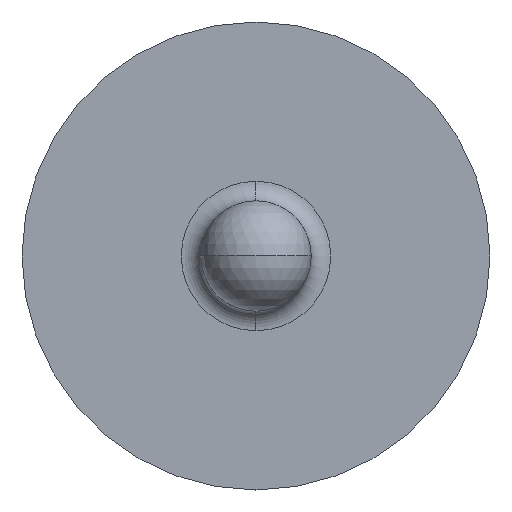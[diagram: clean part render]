
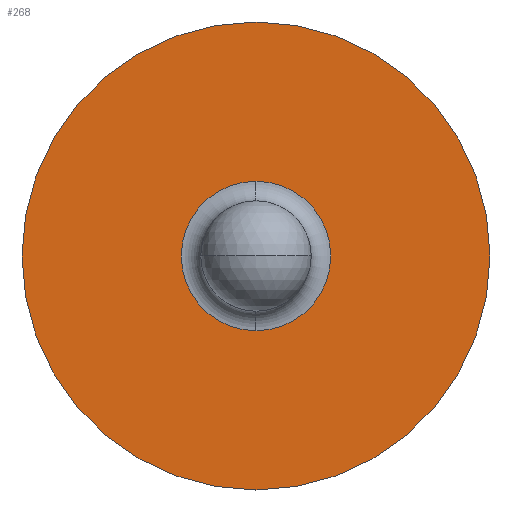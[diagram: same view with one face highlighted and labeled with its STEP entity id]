
A CAD part, left-side view. The second image highlights one B-rep face of the part: STEP entity #268.
In plain terms, the highlighted planar face has unit normal (-1, 0, 0).
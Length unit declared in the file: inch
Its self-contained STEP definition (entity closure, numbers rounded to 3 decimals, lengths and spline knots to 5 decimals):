
#6 = CARTESIAN_POINT ( 'NONE',  ( 0., 0., 0.036 ) ) ;
#14 = DIRECTION ( 'NONE',  ( -1., 0., 0. ) ) ;
#73 = DIRECTION ( 'NONE',  ( 1., 0., 0. ) ) ;
#85 = CIRCLE ( 'NONE', #295, 0.0115 ) ;
#107 = CIRCLE ( 'NONE', #258, 0.0115 ) ;
#117 = DIRECTION ( 'NONE',  ( 0., 0., 1. ) ) ;
#151 = AXIS2_PLACEMENT_3D ( 'NONE', #561, #571, #405 ) ;
#167 = EDGE_LOOP ( 'NONE', ( #340, #524 ) ) ;
#172 = EDGE_CURVE ( 'NONE', #590, #204, #495, .T. ) ;
#173 = CARTESIAN_POINT ( 'NONE',  ( 0., 0., -0.036 ) ) ;
#184 = CARTESIAN_POINT ( 'NONE',  ( 0., 0., 0. ) ) ;
#195 = EDGE_LOOP ( 'NONE', ( #396, #230 ) ) ;
#201 = EDGE_CURVE ( 'NONE', #305, #680, #107, .T. ) ;
#204 = VERTEX_POINT ( 'NONE', #173 ) ;
#230 = ORIENTED_EDGE ( 'NONE', *, *, #538, .T. ) ;
#247 = CIRCLE ( 'NONE', #644, 0.036 ) ;
#253 = CARTESIAN_POINT ( 'NONE',  ( 0., 0., 0.0115 ) ) ;
#258 = AXIS2_PLACEMENT_3D ( 'NONE', #184, #14, #662 ) ;
#268 = ADVANCED_FACE ( 'NONE', ( #293, #398 ), #659, .F. ) ;
#293 = FACE_BOUND ( 'NONE', #167, .T. ) ;
#295 = AXIS2_PLACEMENT_3D ( 'NONE', #391, #570, #613 ) ;
#305 = VERTEX_POINT ( 'NONE', #253 ) ;
#340 = ORIENTED_EDGE ( 'NONE', *, *, #201, .F. ) ;
#390 = AXIS2_PLACEMENT_3D ( 'NONE', #673, #73, #457 ) ;
#391 = CARTESIAN_POINT ( 'NONE',  ( 0., 0., 0. ) ) ;
#396 = ORIENTED_EDGE ( 'NONE', *, *, #172, .T. ) ;
#398 = FACE_OUTER_BOUND ( 'NONE', #195, .T. ) ;
#405 = DIRECTION ( 'NONE',  ( 0., 0., 1. ) ) ;
#457 = DIRECTION ( 'NONE',  ( 0., 0., -1. ) ) ;
#495 = CIRCLE ( 'NONE', #151, 0.036 ) ;
#497 = CARTESIAN_POINT ( 'NONE',  ( 0., 0., -0.0115 ) ) ;
#524 = ORIENTED_EDGE ( 'NONE', *, *, #684, .F. ) ;
#538 = EDGE_CURVE ( 'NONE', #204, #590, #247, .T. ) ;
#561 = CARTESIAN_POINT ( 'NONE',  ( 0., 0., 0. ) ) ;
#570 = DIRECTION ( 'NONE',  ( -1., 0., 0. ) ) ;
#571 = DIRECTION ( 'NONE',  ( -1., 0., 0. ) ) ;
#590 = VERTEX_POINT ( 'NONE', #6 ) ;
#604 = DIRECTION ( 'NONE',  ( -1., 0., 0. ) ) ;
#613 = DIRECTION ( 'NONE',  ( 0., 0., 1. ) ) ;
#644 = AXIS2_PLACEMENT_3D ( 'NONE', #651, #604, #117 ) ;
#651 = CARTESIAN_POINT ( 'NONE',  ( 0., 0., 0. ) ) ;
#659 = PLANE ( 'NONE',  #390 ) ;
#662 = DIRECTION ( 'NONE',  ( 0., 0., 1. ) ) ;
#673 = CARTESIAN_POINT ( 'NONE',  ( 0., 0.0115, 0. ) ) ;
#680 = VERTEX_POINT ( 'NONE', #497 ) ;
#684 = EDGE_CURVE ( 'NONE', #680, #305, #85, .T. ) ;
